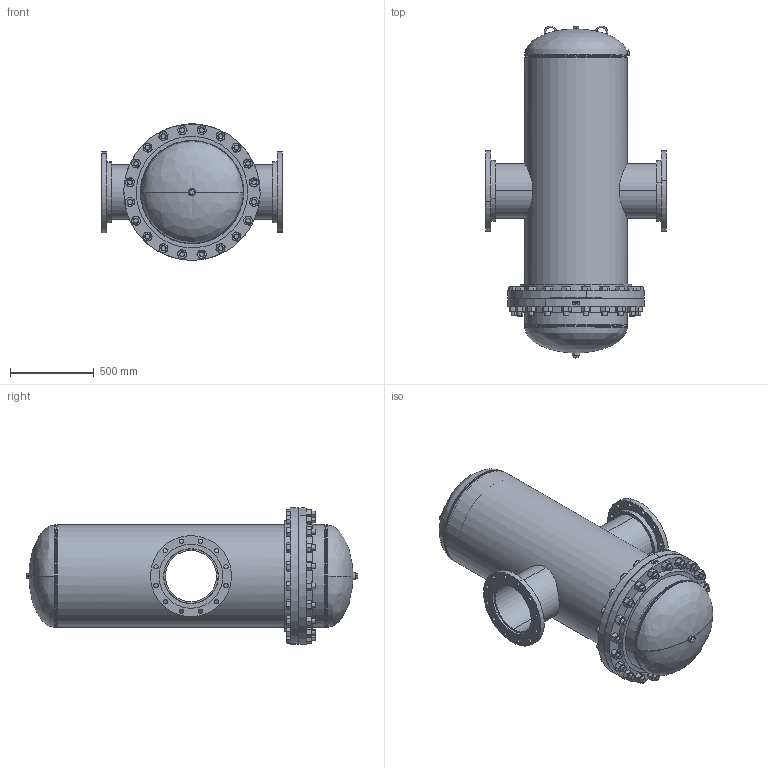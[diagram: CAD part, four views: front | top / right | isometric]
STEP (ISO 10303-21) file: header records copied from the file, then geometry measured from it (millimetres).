
FILE_DESCRIPTION (( 'STEP AP203' ), '1' );
FILE_NAME ('WVA-12.STEP', '2021-03-09T19:49:51', ( '' ), ( '' ), 'SwSTEP 2.0', 'SolidWorks 2021', '' );
FILE_SCHEMA (( 'CONFIG_CONTROL_DESIGN' ));
Length unit declared in the file: inch
Products named in the file (17): 9200140; 9301150_12.25; 9500030; PLUGS_9500150; 99B2270; 9800642_HHNUT 1.2500-7-D-C; 9500050; 99M3580_32; Garlock F.F. Gaskets 150# .0625 tk_9471024; 9800613_HHBOLT 1.2500-7x6x6-N; 99J3505; 9400540; 9461170; 9461120; 99B3510; WVA-12
Assembly tree (60 placements, depth 2):
  WVA-12
    99B3510
    99B2270
    9200140
    9200140
    9500030  x2
    9500050
    PLUGS_9500150
    9301150_12.25  x2
    9461120  x2
    9461170  x2
    Garlock F.F. Gaskets 150# .0625 tk_9471024
    9800613_HHBOLT 1.2500-7x6x6-N  x20
    9800642_HHNUT 1.2500-7-D-C  x20
    9400540  x2
    99J3505  x2
    99M3580_32
Bounding box: 1079.5 x 1977.72 x 814.52 mm (x, y, z)
Volume: 58355163.9 mm3; surface area: 13505079.6 mm2
Topology: 60 solids, 60 shells, 1405 faces, 3164 edges, 1914 vertices
Faces by surface type: cone 506, plane 438, cylinder 390, bspline 43, torus 28
Full cylindrical faces by diameter (mm): 600.1 x1, 600.202 x1, 610.413 x1, 610.514 x1
Entity records: 22594 total; most frequent: CARTESIAN_POINT 9763, DIRECTION 2138, ORIENTED_EDGE 1952, EDGE_CURVE 976, AXIS2_PLACEMENT_3D 922, VERTEX_POINT 620, EDGE_LOOP 540, CIRCLE 504
